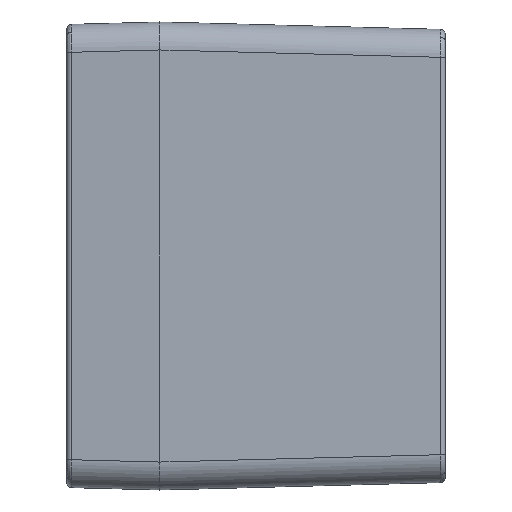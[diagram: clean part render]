
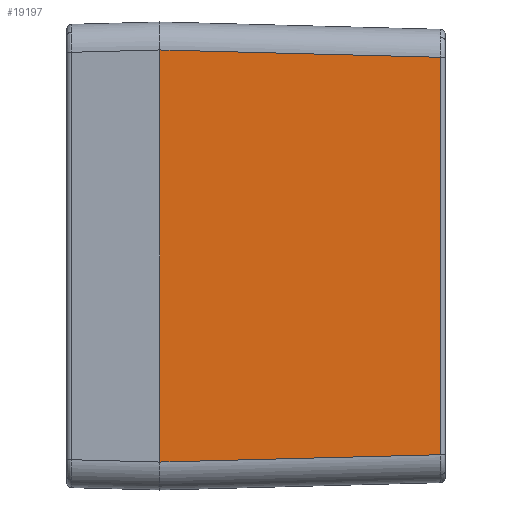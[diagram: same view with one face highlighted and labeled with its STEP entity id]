
A CAD part, left-side view. The second image highlights one B-rep face of the part: STEP entity #19197.
In plain terms, the highlighted planar face has unit normal (-1, -0.026, 0).
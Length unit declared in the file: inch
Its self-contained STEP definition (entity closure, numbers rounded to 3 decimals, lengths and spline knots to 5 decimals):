
#569 = FACE_OUTER_BOUND ( 'NONE', #13873, .T. ) ;
#3787 = LINE ( 'NONE', #27861, #13020 ) ;
#4942 = VERTEX_POINT ( 'NONE', #34804 ) ;
#10510 = DIRECTION ( 'NONE',  ( 0., 0., 1. ) ) ;
#10747 = LINE ( 'NONE', #54850, #44353 ) ;
#13020 = VECTOR ( 'NONE', #16008, 39.37008 ) ;
#13495 = VERTEX_POINT ( 'NONE', #41223 ) ;
#13873 = EDGE_LOOP ( 'NONE', ( #67699, #47149, #30334, #73763 ) ) ;
#14715 = DIRECTION ( 'NONE',  ( 0.026, -1., 0. ) ) ;
#16008 = DIRECTION ( 'NONE',  ( 0.026, -0.999, -0.026 ) ) ;
#19197 = ADVANCED_FACE ( 'NONE', ( #569 ), #24627, .T. ) ;
#20705 = VECTOR ( 'NONE', #10510, 39.37008 ) ;
#21029 = CARTESIAN_POINT ( 'NONE',  ( -3.15748, 0., -1.97638 ) ) ;
#23087 = LINE ( 'NONE', #59833, #62101 ) ;
#24627 = PLANE ( 'NONE',  #47186 ) ;
#27861 = CARTESIAN_POINT ( 'NONE',  ( -3.15494, -0.09719, 1.73769 ) ) ;
#28700 = CARTESIAN_POINT ( 'NONE',  ( -3.09539, -2.37111, -1.67815 ) ) ;
#30334 = ORIENTED_EDGE ( 'NONE', *, *, #76687, .T. ) ;
#32100 = DIRECTION ( 'NONE',  ( -1., -0.026, 0. ) ) ;
#34804 = CARTESIAN_POINT ( 'NONE',  ( -3.09539, -2.37111, 1.67815 ) ) ;
#36227 = CARTESIAN_POINT ( 'NONE',  ( -3.15748, 0., 1.74024 ) ) ;
#39751 = LINE ( 'NONE', #63848, #20705 ) ;
#41223 = CARTESIAN_POINT ( 'NONE',  ( -3.15748, 0., -1.74024 ) ) ;
#44353 = VECTOR ( 'NONE', #66317, 39.37008 ) ;
#46799 = DIRECTION ( 'NONE',  ( 0.026, -0.999, 0.026 ) ) ;
#47149 = ORIENTED_EDGE ( 'NONE', *, *, #69657, .F. ) ;
#47186 = AXIS2_PLACEMENT_3D ( 'NONE', #21029, #32100, #14715 ) ;
#52977 = VERTEX_POINT ( 'NONE', #28700 ) ;
#54850 = CARTESIAN_POINT ( 'NONE',  ( -3.15748, 0., 1.97638 ) ) ;
#59833 = CARTESIAN_POINT ( 'NONE',  ( -3.15748, 0., -1.74024 ) ) ;
#60309 = EDGE_CURVE ( 'NONE', #52977, #4942, #39751, .T. ) ;
#62101 = VECTOR ( 'NONE', #46799, 39.37008 ) ;
#62377 = VERTEX_POINT ( 'NONE', #36227 ) ;
#63848 = CARTESIAN_POINT ( 'NONE',  ( -3.09539, -2.37111, -1.97638 ) ) ;
#66317 = DIRECTION ( 'NONE',  ( 0., 0., 1. ) ) ;
#67699 = ORIENTED_EDGE ( 'NONE', *, *, #77555, .F. ) ;
#69657 = EDGE_CURVE ( 'NONE', #13495, #62377, #10747, .T. ) ;
#73763 = ORIENTED_EDGE ( 'NONE', *, *, #60309, .T. ) ;
#76687 = EDGE_CURVE ( 'NONE', #13495, #52977, #23087, .T. ) ;
#77555 = EDGE_CURVE ( 'NONE', #62377, #4942, #3787, .T. ) ;
